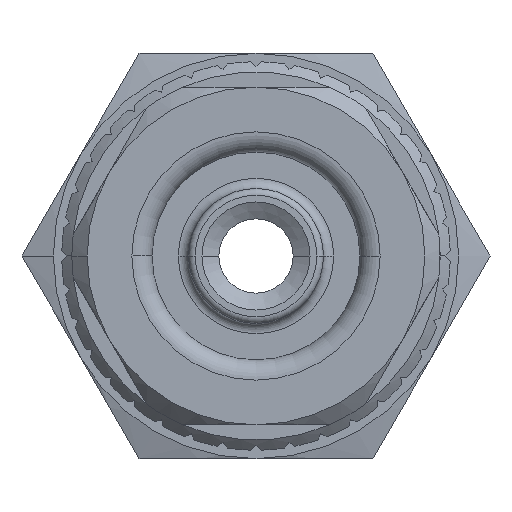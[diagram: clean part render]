
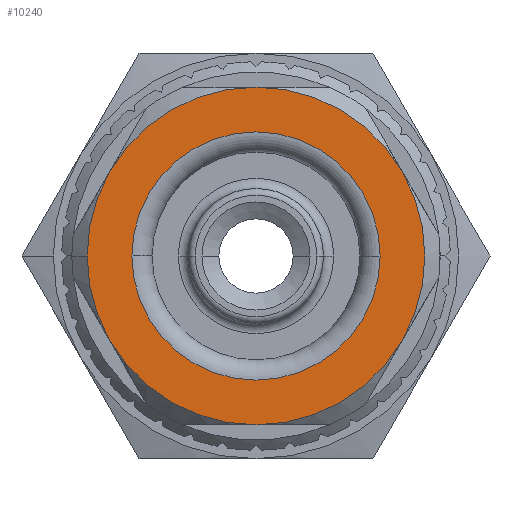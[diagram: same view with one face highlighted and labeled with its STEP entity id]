
A CAD part, left-side view. The second image highlights one B-rep face of the part: STEP entity #10240.
In plain terms, the highlighted planar face has unit normal (-1, 0, 0).
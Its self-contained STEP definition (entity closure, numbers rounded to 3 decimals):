
#1943=CARTESIAN_POINT('',(-14.3,0.,5.));
#1961=CARTESIAN_POINT('',(-14.3,-4.33,-2.5));
#1963=CARTESIAN_POINT('',(-14.3,0.,0.));
#1964=DIRECTION('',(-1.,0.,0.));
#1965=DIRECTION('',(0.,-0.866,-0.5));
#1966=AXIS2_PLACEMENT_3D('',#1963,#1964,#1965);
#1979=CARTESIAN_POINT('',(-14.3,-4.33,2.5));
#1997=CARTESIAN_POINT('',(-14.3,0.,-5.));
#2027=CARTESIAN_POINT('',(-14.3,4.33,-2.5));
#2049=CARTESIAN_POINT('',(-14.3,0.,0.));
#2050=DIRECTION('',(1.,0.,0.));
#2051=DIRECTION('',(0.,1.,0.));
#2052=AXIS2_PLACEMENT_3D('',#2049,#2050,#2051);
#2054=CARTESIAN_POINT('',(-14.3,0.,0.));
#2055=DIRECTION('',(1.,0.,0.));
#2056=DIRECTION('',(0.,0.866,0.5));
#2057=AXIS2_PLACEMENT_3D('',#2054,#2055,#2056);
#2059=CARTESIAN_POINT('',(-14.3,0.,0.));
#2060=DIRECTION('',(1.,0.,0.));
#2061=DIRECTION('',(0.,0.,1.));
#2062=AXIS2_PLACEMENT_3D('',#2059,#2060,#2061);
#2064=CARTESIAN_POINT('',(-14.3,0.,0.));
#2065=DIRECTION('',(-1.,0.,0.));
#2066=DIRECTION('',(0.,0.,-1.));
#2067=AXIS2_PLACEMENT_3D('',#2064,#2065,#2066);
#2069=CARTESIAN_POINT('',(-14.3,0.,0.));
#2070=DIRECTION('',(-1.,0.,0.));
#2071=DIRECTION('',(0.,0.866,-0.5));
#2072=AXIS2_PLACEMENT_3D('',#2069,#2070,#2071);
#2074=CARTESIAN_POINT('',(-14.3,0.,0.));
#2075=DIRECTION('',(-1.,0.,0.));
#2076=DIRECTION('',(0.,1.,0.));
#2077=AXIS2_PLACEMENT_3D('',#2074,#2075,#2076);
#2079=CARTESIAN_POINT('',(-14.3,0.,0.));
#2080=DIRECTION('',(-1.,0.,0.));
#2081=DIRECTION('',(0.,-1.,0.));
#2082=AXIS2_PLACEMENT_3D('',#2079,#2080,#2081);
#2084=CARTESIAN_POINT('',(-14.3,0.,0.));
#2085=DIRECTION('',(-1.,0.,0.));
#2086=DIRECTION('',(0.,1.,0.));
#2087=AXIS2_PLACEMENT_3D('',#2084,#2085,#2086);
#2093=CARTESIAN_POINT('',(-14.3,4.33,2.5));
#7087=CARTESIAN_POINT('',(-14.3,5.,0.));
#7089=VERTEX_POINT('',#7087);
#7091=VERTEX_POINT('',#1979);
#7094=VERTEX_POINT('',#1943);
#7097=VERTEX_POINT('',#2093);
#7100=VERTEX_POINT('',#1997);
#7103=VERTEX_POINT('',#1961);
#7106=VERTEX_POINT('',#2027);
#7112=CARTESIAN_POINT('',(-14.3,-3.675,0.));
#7113=CARTESIAN_POINT('',(-14.3,3.675,0.));
#7114=VERTEX_POINT('',#7112);
#7115=VERTEX_POINT('',#7113);
#10219=CARTESIAN_POINT('',(-14.3,0.,0.));
#10220=DIRECTION('',(1.,0.,0.));
#10221=DIRECTION('',(0.,-1.,0.));
#10222=AXIS2_PLACEMENT_3D('',#10219,#10220,#10221);
#10223=PLANE('',#10222);
#10225=ORIENTED_EDGE('',*,*,#10224,.T.);
#10226=ORIENTED_EDGE('',*,*,#10127,.T.);
#10227=ORIENTED_EDGE('',*,*,#10155,.T.);
#10228=ORIENTED_EDGE('',*,*,#10143,.F.);
#10229=ORIENTED_EDGE('',*,*,#10169,.F.);
#10230=ORIENTED_EDGE('',*,*,#10186,.F.);
#10231=ORIENTED_EDGE('',*,*,#10201,.F.);
#10232=EDGE_LOOP('',(#10225,#10226,#10227,#10228,#10229,#10230,#10231));
#10233=FACE_OUTER_BOUND('',#10232,.F.);
#10235=ORIENTED_EDGE('',*,*,#10234,.T.);
#10237=ORIENTED_EDGE('',*,*,#10236,.T.);
#10238=EDGE_LOOP('',(#10235,#10237));
#10239=FACE_BOUND('',#10238,.F.);
#10240=ADVANCED_FACE('',(#10233,#10239),#10223,.F.);
#1967=CIRCLE('',#1966,5.);
#2053=CIRCLE('',#2052,5.);
#2058=CIRCLE('',#2057,5.);
#2063=CIRCLE('',#2062,5.);
#2068=CIRCLE('',#2067,5.);
#2073=CIRCLE('',#2072,5.);
#2078=CIRCLE('',#2077,5.);
#2083=CIRCLE('',#2082,3.675);
#2088=CIRCLE('',#2087,3.675);
#10127=EDGE_CURVE('',#7097,#7094,#2058,.T.);
#10143=EDGE_CURVE('',#7103,#7091,#1967,.T.);
#10155=EDGE_CURVE('',#7094,#7091,#2063,.T.);
#10169=EDGE_CURVE('',#7100,#7103,#2068,.T.);
#10186=EDGE_CURVE('',#7106,#7100,#2073,.T.);
#10201=EDGE_CURVE('',#7089,#7106,#2078,.T.);
#10224=EDGE_CURVE('',#7089,#7097,#2053,.T.);
#10234=EDGE_CURVE('',#7114,#7115,#2083,.T.);
#10236=EDGE_CURVE('',#7115,#7114,#2088,.T.);
